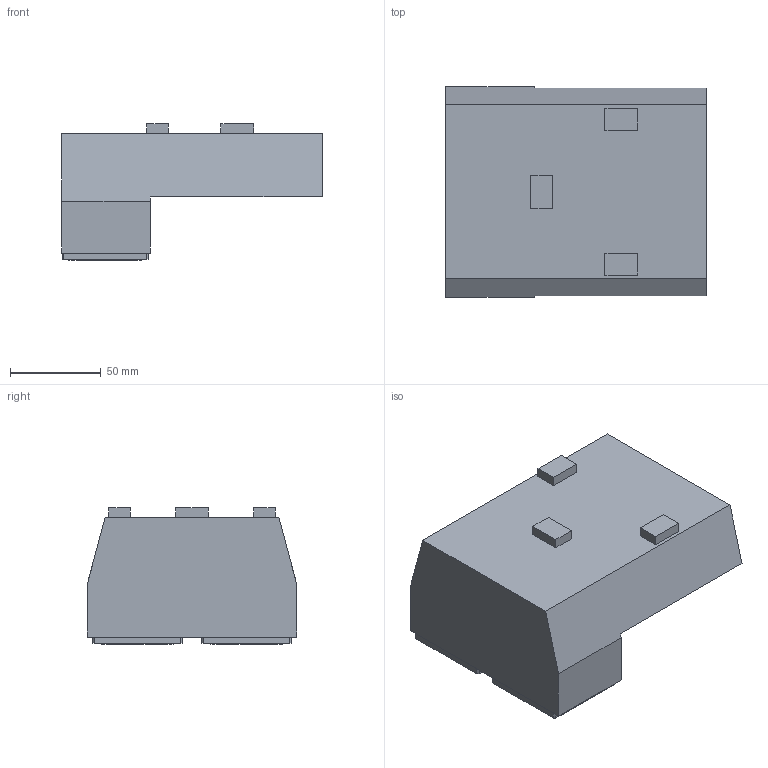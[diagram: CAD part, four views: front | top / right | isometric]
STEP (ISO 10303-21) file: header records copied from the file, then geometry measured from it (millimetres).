
FILE_DESCRIPTION(/* description */ (''),/* implementation_level */ '2;1');
FILE_NAME(/* name */ '1533821357046.stp',/* time_stamp */ '2018-08-09T15:29:23+02:00',/* author */ (''),/* organization */ ('SMS'),/* preprocessor_version */ 'ST-DEVELOPER v15',/* originating_system */ 'SIEMENS PLM Software NX 8.5',/* authorisation */ '');
FILE_SCHEMA (('AUTOMOTIVE_DESIGN { 1 0 10303 214 3 1 1 1 }'));
Length unit declared in the file: millimetre
Products named in the file (1): 201674498mod000_00
Bounding box: 144 x 116 x 75.5 mm (x, y, z)
Volume: 699884.3 mm3; surface area: 65068.2 mm2
Topology: 1 solids, 1 shells, 69 faces, 164 edges, 110 vertices
Faces by surface type: plane 51, cone 12, cylinder 6
Full cylindrical faces by diameter (mm): 2.5 x2, 31.6 x2, 40.025 x2
Entity records: 2110 total; most frequent: CARTESIAN_POINT 452, DIRECTION 336, ORIENTED_EDGE 312, EDGE_CURVE 156, LINE 120, VECTOR 120, VERTEX_POINT 108, AXIS2_PLACEMENT_3D 108
